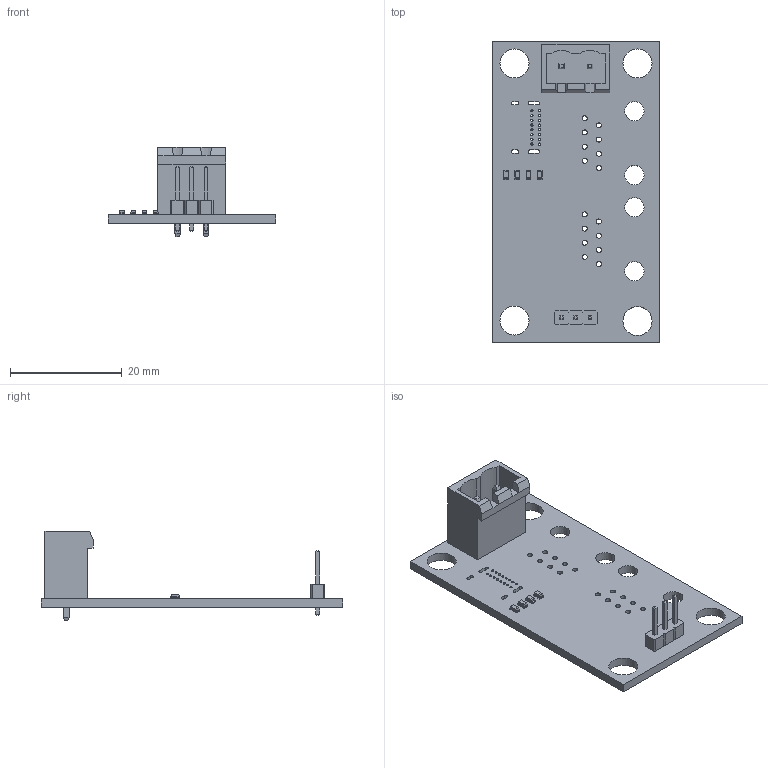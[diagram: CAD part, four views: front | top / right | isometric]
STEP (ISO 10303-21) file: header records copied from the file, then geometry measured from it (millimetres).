
FILE_DESCRIPTION(('KiCad electronic assembly'),'2;1');
FILE_NAME('usb_to_rs485_over_rj45.step','2019-12-21T14:31:00',( 'An Author'),('A Company'),'Open CASCADE STEP processor 6.9', 'KiCad to STEP converter','Unknown');
FILE_SCHEMA(('AUTOMOTIVE_DESIGN { 1 0 10303 214 1 1 1 1 }'));
Length unit declared in the file: millimetre
Products named in the file (8): Open CASCADE STEP translator 6.9 1; CP_EIA-1608-08_AVX-J; SOLID; PinHeader_1x03_P2.54mm_Vertical; PhoenixContact_MSTBVA_2,5_2-G-5,08_1x02_P5.08mm_Vertical; COMPOUND
Assembly tree (10 placements, depth 3):
  Open CASCADE STEP translator 6.9 1
    CP_EIA-1608-08_AVX-J  x4
      SOLID
    PinHeader_1x03_P2.54mm_Vertical
      SOLID
    PhoenixContact_MSTBVA_2,5_2-G-5,08_1x02_P5.08mm_Vertical
      SOLID
    COMPOUND
Bounding box: 30 x 54 x 16 mm (x, y, z)
Volume: 3073.7 mm3; surface area: 4775.1 mm2
Topology: 7 solids, 7 shells, 366 faces, 942 edges, 608 vertices
Faces by surface type: plane 263, cylinder 71, bspline 32
Full cylindrical faces by diameter (mm): 0.4 x16, 0.9 x16, 1 x3, 1.4 x2, 3.45 x4, 5.2 x4
Entity records: 17432 total; most frequent: CARTESIAN_POINT 3303, DIRECTION 2328, LINE 1586, VECTOR 1586, ORIENTED_EDGE 1260, PCURVE 1260, DEFINITIONAL_REPRESENTATION 1260, EDGE_CURVE 630
